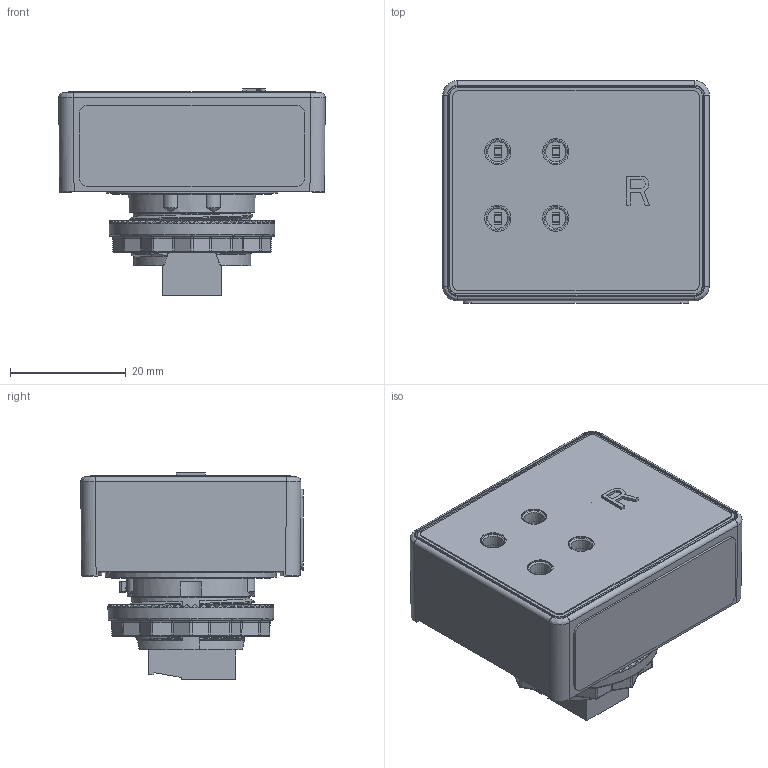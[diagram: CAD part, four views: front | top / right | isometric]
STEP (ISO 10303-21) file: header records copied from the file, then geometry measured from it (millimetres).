
FILE_DESCRIPTION((' '),'2;1');
FILE_NAME('CEP7-ERID_3D.stp','2012-07-18T14:14:00',(' '),(' '),' ','ACIS',' ');
FILE_SCHEMA(('CONFIG_CONTROL_DESIGN'));
Length unit declared in the file: millimetre
Products named in the file (1): CEP7-ERID_3D.stp
Bounding box: 45.99 x 38.39 x 35.6 mm (x, y, z)
Volume: 880 mm3; surface area: 26125.9 mm2
Topology: 1 solids, 22 shells, 1456 faces, 4244 edges, 2748 vertices
Faces by surface type: plane 631, cylinder 296, bspline 289, cone 124, torus 78, sphere 38
Full cylindrical faces by diameter (mm): 1.5 x4, 2.3 x1, 3.38 x1, 4 x4, 4.5 x4, 4.7 x1, 6.3 x3, 20.35 x2, 29.6 x1
Entity records: 69687 total; most frequent: CARTESIAN_POINT 33342, ORIENTED_EDGE 7585, DIRECTION 6819, EDGE_CURVE 4114, VERTEX_POINT 2725, AXIS2_PLACEMENT_3D 2307, VECTOR 2205, LINE 2205
